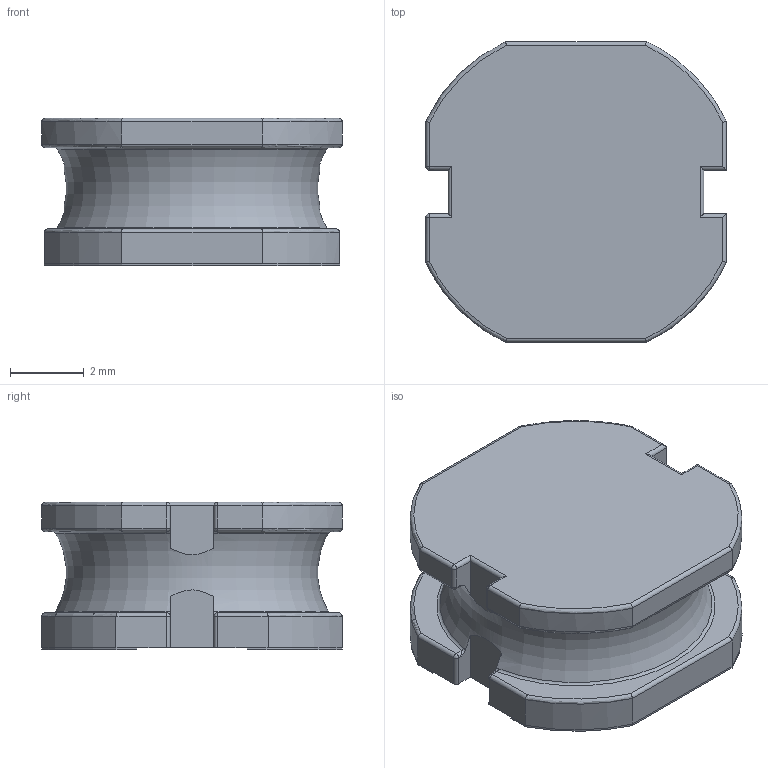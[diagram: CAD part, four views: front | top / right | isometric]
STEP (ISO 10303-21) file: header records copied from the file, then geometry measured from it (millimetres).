
FILE_DESCRIPTION(/* description */ (''),/* implementation_level */ '2;1');
FILE_NAME(/* name */ 'Bourns - SRN8040.step',/* time_stamp */ '2019-12-02T17:22:57+00:00',/* author */ (''),/* organization */ (''),/* preprocessor_version */ 'ST-DEVELOPER v18',/* originating_system */ 'Autodesk Translation Framework v8.12.0.6',/* authorisation */ '');
FILE_SCHEMA (('AUTOMOTIVE_DESIGN { 1 0 10303 214 3 1 1 }'));
Length unit declared in the file: millimetre
Products named in the file (1): Bourns - SRN8040
Bounding box: 8.15 x 8.15 x 4 mm (x, y, z)
Volume: 187.2 mm3; surface area: 245.9 mm2
Topology: 1 solids, 1 shells, 119 faces, 279 edges, 162 vertices
Faces by surface type: plane 40, cylinder 39, bspline 26, torus 8, sphere 6
Entity records: 4570 total; most frequent: CARTESIAN_POINT 1922, ORIENTED_EDGE 558, DIRECTION 448, EDGE_CURVE 279, VERTEX_POINT 162, AXIS2_PLACEMENT_3D 155, LINE 138, VECTOR 138
